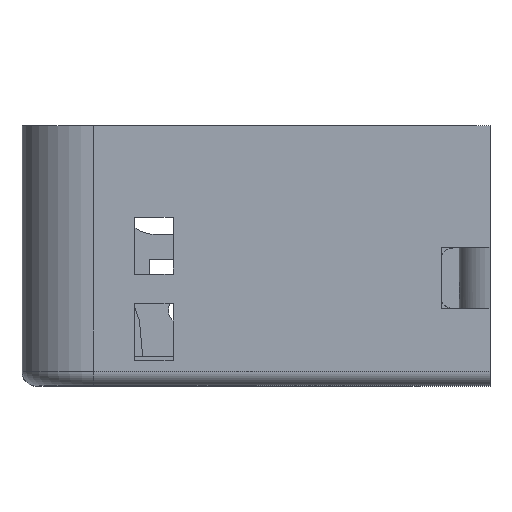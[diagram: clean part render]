
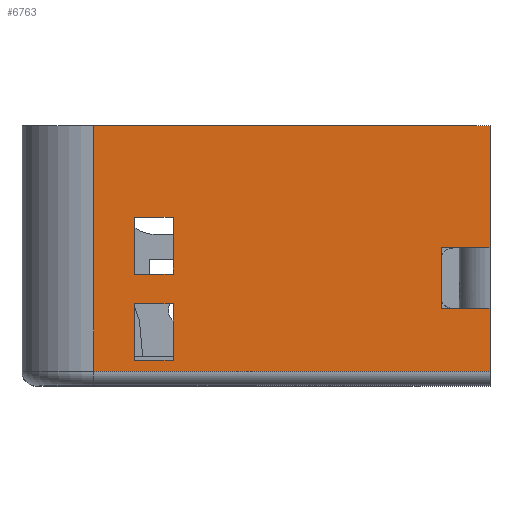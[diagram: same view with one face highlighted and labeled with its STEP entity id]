
A CAD part, top view. The second image highlights one B-rep face of the part: STEP entity #6763.
In plain terms, the highlighted planar face has unit normal (0, 0, 1).
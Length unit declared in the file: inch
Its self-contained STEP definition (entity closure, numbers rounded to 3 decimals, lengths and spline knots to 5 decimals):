
#95 = DIRECTION ( 'NONE',  ( 0., 1., 0. ) ) ;
#113 = LINE ( 'NONE', #9851, #7483 ) ;
#140 = EDGE_CURVE ( 'NONE', #8394, #8643, #9221, .T. ) ;
#168 = EDGE_LOOP ( 'NONE', ( #4923, #7259, #9660, #9695 ) ) ;
#538 = EDGE_LOOP ( 'NONE', ( #5884, #8069, #797, #9005 ) ) ;
#560 = CARTESIAN_POINT ( 'NONE',  ( 3.25, 6.92813, 1.98 ) ) ;
#757 = DIRECTION ( 'NONE',  ( 0., -1., 0. ) ) ;
#797 = ORIENTED_EDGE ( 'NONE', *, *, #3878, .T. ) ;
#890 = LINE ( 'NONE', #1799, #9630 ) ;
#929 = CARTESIAN_POINT ( 'NONE',  ( 0., 6.92813, 1.98 ) ) ;
#992 = DIRECTION ( 'NONE',  ( 0., 1., 0. ) ) ;
#1070 = CARTESIAN_POINT ( 'NONE',  ( 0.78113, 0.77379, 1.98 ) ) ;
#1117 = CARTESIAN_POINT ( 'NONE',  ( 1.0496, 0.17379, 1.98 ) ) ;
#1147 = VECTOR ( 'NONE', #992, 39.37008 ) ;
#1227 = ORIENTED_EDGE ( 'NONE', *, *, #140, .T. ) ;
#1300 = CARTESIAN_POINT ( 'NONE',  ( 2.91, 0.959, 1.98 ) ) ;
#1638 = CARTESIAN_POINT ( 'NONE',  ( 3.25, 0.1, 1.98 ) ) ;
#1768 = EDGE_CURVE ( 'NONE', #10407, #7737, #6710, .T. ) ;
#1776 = EDGE_CURVE ( 'NONE', #7282, #10237, #8764, .T. ) ;
#1799 = CARTESIAN_POINT ( 'NONE',  ( 0., 1.80523, 1.98 ) ) ;
#1825 = LINE ( 'NONE', #1638, #9721 ) ;
#1864 = DIRECTION ( 'NONE',  ( 1., 0., 0. ) ) ;
#1866 = EDGE_CURVE ( 'NONE', #7110, #8773, #5757, .T. ) ;
#1892 = ORIENTED_EDGE ( 'NONE', *, *, #5849, .F. ) ;
#1969 = VECTOR ( 'NONE', #11270, 39.37008 ) ;
#2156 = LINE ( 'NONE', #560, #3647 ) ;
#2184 = CARTESIAN_POINT ( 'NONE',  ( 0.78113, 0.56723, 1.98 ) ) ;
#2393 = VERTEX_POINT ( 'NONE', #9110 ) ;
#2395 = VERTEX_POINT ( 'NONE', #2184 ) ;
#2505 = VECTOR ( 'NONE', #2784, 39.37008 ) ;
#2623 = PLANE ( 'NONE',  #5258 ) ;
#2699 = DIRECTION ( 'NONE',  ( 0., 0., -1. ) ) ;
#2784 = DIRECTION ( 'NONE',  ( 0., -1., 0. ) ) ;
#2786 = DIRECTION ( 'NONE',  ( 0., -1., 0. ) ) ;
#2812 = EDGE_CURVE ( 'NONE', #2393, #10407, #5877, .T. ) ;
#2901 = ORIENTED_EDGE ( 'NONE', *, *, #5597, .T. ) ;
#3182 = VERTEX_POINT ( 'NONE', #6762 ) ;
#3190 = CARTESIAN_POINT ( 'NONE',  ( 3.25, 0.538, 1.98 ) ) ;
#3447 = EDGE_CURVE ( 'NONE', #8159, #2393, #113, .T. ) ;
#3450 = VERTEX_POINT ( 'NONE', #9703 ) ;
#3513 = CARTESIAN_POINT ( 'NONE',  ( 0., 0.77379, 1.98 ) ) ;
#3566 = VECTOR ( 'NONE', #2786, 39.37008 ) ;
#3599 = VECTOR ( 'NONE', #6458, 39.37008 ) ;
#3621 = DIRECTION ( 'NONE',  ( 1., 0., 0. ) ) ;
#3647 = VECTOR ( 'NONE', #9349, 39.37008 ) ;
#3756 = CARTESIAN_POINT ( 'NONE',  ( 2.91, 6.92813, 1.98 ) ) ;
#3878 = EDGE_CURVE ( 'NONE', #7737, #8159, #7751, .T. ) ;
#3923 = VERTEX_POINT ( 'NONE', #8645 ) ;
#3990 = VERTEX_POINT ( 'NONE', #6776 ) ;
#4016 = LINE ( 'NONE', #3756, #1147 ) ;
#4223 = ORIENTED_EDGE ( 'NONE', *, *, #6226, .F. ) ;
#4388 = VECTOR ( 'NONE', #95, 39.37008 ) ;
#4503 = VECTOR ( 'NONE', #5549, 39.37008 ) ;
#4777 = ORIENTED_EDGE ( 'NONE', *, *, #1866, .F. ) ;
#4922 = EDGE_CURVE ( 'NONE', #3450, #8394, #4016, .T. ) ;
#4923 = ORIENTED_EDGE ( 'NONE', *, *, #9734, .T. ) ;
#5254 = EDGE_CURVE ( 'NONE', #2395, #3990, #10009, .T. ) ;
#5258 = AXIS2_PLACEMENT_3D ( 'NONE', #929, #2699, #6198 ) ;
#5301 = CARTESIAN_POINT ( 'NONE',  ( 0.5, 6.92813, 1.98 ) ) ;
#5549 = DIRECTION ( 'NONE',  ( 0., 1., 0. ) ) ;
#5593 = LINE ( 'NONE', #10787, #4503 ) ;
#5597 = EDGE_CURVE ( 'NONE', #3182, #8773, #1825, .T. ) ;
#5757 = LINE ( 'NONE', #7106, #2505 ) ;
#5849 = EDGE_CURVE ( 'NONE', #3182, #3923, #7250, .T. ) ;
#5877 = LINE ( 'NONE', #6275, #3566 ) ;
#5884 = ORIENTED_EDGE ( 'NONE', *, *, #2812, .T. ) ;
#5974 = DIRECTION ( 'NONE',  ( -1., 0., 0. ) ) ;
#6042 = VECTOR ( 'NONE', #5974, 39.37008 ) ;
#6198 = DIRECTION ( 'NONE',  ( 1., 0., 0. ) ) ;
#6226 = EDGE_CURVE ( 'NONE', #3450, #7110, #7103, .T. ) ;
#6275 = CARTESIAN_POINT ( 'NONE',  ( 1.0496, 6.92813, 1.98 ) ) ;
#6458 = DIRECTION ( 'NONE',  ( 1., 0., 0. ) ) ;
#6486 = EDGE_CURVE ( 'NONE', #10237, #2395, #5593, .T. ) ;
#6710 = LINE ( 'NONE', #3513, #6042 ) ;
#6748 = VECTOR ( 'NONE', #10557, 39.37008 ) ;
#6762 = CARTESIAN_POINT ( 'NONE',  ( 0.5, 0.1, 1.98 ) ) ;
#6763 = ADVANCED_FACE ( 'NONE', ( #10924, #9972, #7634 ), #2623, .F. ) ;
#6776 = CARTESIAN_POINT ( 'NONE',  ( 1.0496, 0.56723, 1.98 ) ) ;
#7103 = LINE ( 'NONE', #10415, #10391 ) ;
#7106 = CARTESIAN_POINT ( 'NONE',  ( 3.25, 6.92813, 1.98 ) ) ;
#7110 = VERTEX_POINT ( 'NONE', #3190 ) ;
#7250 = LINE ( 'NONE', #5301, #4388 ) ;
#7259 = ORIENTED_EDGE ( 'NONE', *, *, #1776, .T. ) ;
#7282 = VERTEX_POINT ( 'NONE', #1117 ) ;
#7293 = CARTESIAN_POINT ( 'NONE',  ( 3.25, 1.80523, 1.98 ) ) ;
#7297 = CARTESIAN_POINT ( 'NONE',  ( 0., 0.56723, 1.98 ) ) ;
#7311 = ORIENTED_EDGE ( 'NONE', *, *, #10539, .F. ) ;
#7483 = VECTOR ( 'NONE', #1864, 39.37008 ) ;
#7534 = DIRECTION ( 'NONE',  ( 0., 1., 0. ) ) ;
#7634 = FACE_BOUND ( 'NONE', #538, .T. ) ;
#7670 = ORIENTED_EDGE ( 'NONE', *, *, #9553, .F. ) ;
#7737 = VERTEX_POINT ( 'NONE', #1070 ) ;
#7751 = LINE ( 'NONE', #9344, #8043 ) ;
#8043 = VECTOR ( 'NONE', #7534, 39.37008 ) ;
#8069 = ORIENTED_EDGE ( 'NONE', *, *, #1768, .T. ) ;
#8159 = VERTEX_POINT ( 'NONE', #8951 ) ;
#8394 = VERTEX_POINT ( 'NONE', #1300 ) ;
#8431 = DIRECTION ( 'NONE',  ( 1., 0., 0. ) ) ;
#8605 = CARTESIAN_POINT ( 'NONE',  ( 0., 0.17379, 1.98 ) ) ;
#8643 = VERTEX_POINT ( 'NONE', #8898 ) ;
#8645 = CARTESIAN_POINT ( 'NONE',  ( 0.5, 1.80523, 1.98 ) ) ;
#8744 = EDGE_LOOP ( 'NONE', ( #1892, #2901, #4777, #4223, #10007, #1227, #7670, #7311 ) ) ;
#8759 = DIRECTION ( 'NONE',  ( 1., 0., 0. ) ) ;
#8764 = LINE ( 'NONE', #8605, #1969 ) ;
#8773 = VERTEX_POINT ( 'NONE', #8971 ) ;
#8821 = CARTESIAN_POINT ( 'NONE',  ( 0.60522, 0.959, 1.98 ) ) ;
#8898 = CARTESIAN_POINT ( 'NONE',  ( 3.25, 0.959, 1.98 ) ) ;
#8951 = CARTESIAN_POINT ( 'NONE',  ( 0.78113, 1.16723, 1.98 ) ) ;
#8971 = CARTESIAN_POINT ( 'NONE',  ( 3.25, 0.1, 1.98 ) ) ;
#9005 = ORIENTED_EDGE ( 'NONE', *, *, #3447, .T. ) ;
#9110 = CARTESIAN_POINT ( 'NONE',  ( 1.0496, 1.16723, 1.98 ) ) ;
#9221 = LINE ( 'NONE', #8821, #6748 ) ;
#9254 = CARTESIAN_POINT ( 'NONE',  ( 0.78113, 0.17379, 1.98 ) ) ;
#9344 = CARTESIAN_POINT ( 'NONE',  ( 0.78113, 6.92813, 1.98 ) ) ;
#9349 = DIRECTION ( 'NONE',  ( 0., -1., 0. ) ) ;
#9501 = CARTESIAN_POINT ( 'NONE',  ( 1.0496, 6.92813, 1.98 ) ) ;
#9511 = VECTOR ( 'NONE', #757, 39.37008 ) ;
#9553 = EDGE_CURVE ( 'NONE', #11146, #8643, #2156, .T. ) ;
#9570 = CARTESIAN_POINT ( 'NONE',  ( 1.0496, 0.77379, 1.98 ) ) ;
#9630 = VECTOR ( 'NONE', #3621, 39.37008 ) ;
#9660 = ORIENTED_EDGE ( 'NONE', *, *, #6486, .T. ) ;
#9695 = ORIENTED_EDGE ( 'NONE', *, *, #5254, .T. ) ;
#9703 = CARTESIAN_POINT ( 'NONE',  ( 2.91, 0.538, 1.98 ) ) ;
#9721 = VECTOR ( 'NONE', #8431, 39.37008 ) ;
#9734 = EDGE_CURVE ( 'NONE', #3990, #7282, #10455, .T. ) ;
#9851 = CARTESIAN_POINT ( 'NONE',  ( 0., 1.16723, 1.98 ) ) ;
#9972 = FACE_OUTER_BOUND ( 'NONE', #8744, .T. ) ;
#10007 = ORIENTED_EDGE ( 'NONE', *, *, #4922, .T. ) ;
#10009 = LINE ( 'NONE', #7297, #3599 ) ;
#10237 = VERTEX_POINT ( 'NONE', #9254 ) ;
#10391 = VECTOR ( 'NONE', #8759, 39.37008 ) ;
#10407 = VERTEX_POINT ( 'NONE', #9570 ) ;
#10415 = CARTESIAN_POINT ( 'NONE',  ( 0.60522, 0.538, 1.98 ) ) ;
#10455 = LINE ( 'NONE', #9501, #9511 ) ;
#10539 = EDGE_CURVE ( 'NONE', #3923, #11146, #890, .T. ) ;
#10557 = DIRECTION ( 'NONE',  ( 1., 0., 0. ) ) ;
#10787 = CARTESIAN_POINT ( 'NONE',  ( 0.78113, 6.92813, 1.98 ) ) ;
#10924 = FACE_BOUND ( 'NONE', #168, .T. ) ;
#11146 = VERTEX_POINT ( 'NONE', #7293 ) ;
#11270 = DIRECTION ( 'NONE',  ( -1., 0., 0. ) ) ;
